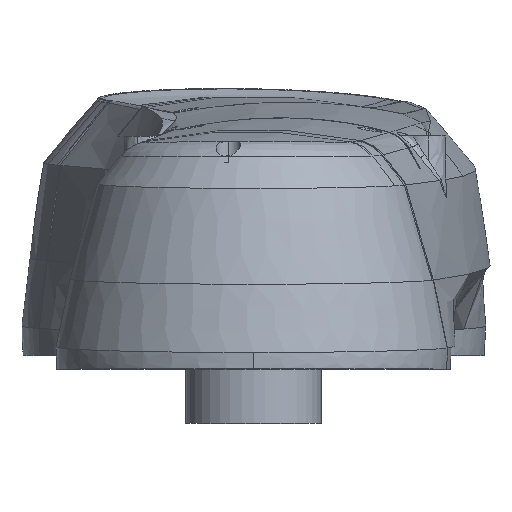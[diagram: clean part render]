
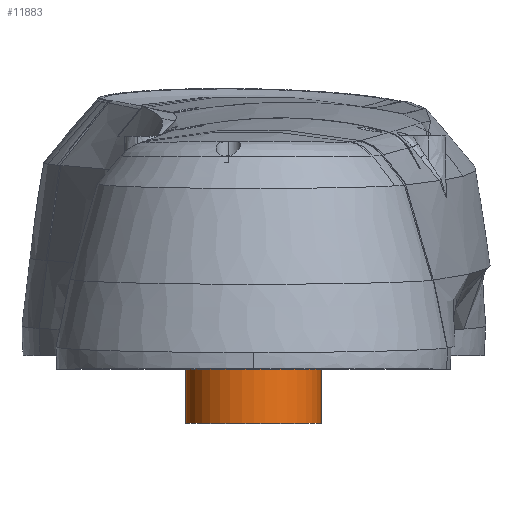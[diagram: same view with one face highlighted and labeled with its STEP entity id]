
A CAD part, top view. The second image highlights one B-rep face of the part: STEP entity #11883.
In plain terms, the highlighted cylindrical face has radius 25 mm (diameter 50 mm), a partial arc.
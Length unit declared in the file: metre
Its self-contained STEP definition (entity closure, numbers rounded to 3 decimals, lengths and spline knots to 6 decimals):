
#200 = AXIS2_PLACEMENT_3D ( 'NONE', #19911, #19799, #4720 ) ;
#800 = CARTESIAN_POINT ( 'NONE',  ( -0.025, -0.005499, 0.27 ) ) ;
#928 = DIRECTION ( 'NONE',  ( 0., -1., 0. ) ) ;
#1175 = EDGE_LOOP ( 'NONE', ( #7184, #5030, #5796, #20804 ) ) ;
#1339 = VECTOR ( 'NONE', #17691, 1. ) ;
#1366 = VECTOR ( 'NONE', #12948, 1. ) ;
#1683 = CARTESIAN_POINT ( 'NONE',  ( 0.025, 0.014501, 0.27 ) ) ;
#2685 = EDGE_CURVE ( 'NONE', #9448, #6938, #4051, .T. ) ;
#2715 = CARTESIAN_POINT ( 'NONE',  ( 0., 0.014551, 0.27 ) ) ;
#2983 = LINE ( 'NONE', #21391, #1366 ) ;
#3132 = DIRECTION ( 'NONE',  ( 1., 0., -0.002 ) ) ;
#3632 = EDGE_CURVE ( 'NONE', #5866, #15509, #2983, .T. ) ;
#4051 = LINE ( 'NONE', #14475, #1339 ) ;
#4720 = DIRECTION ( 'NONE',  ( 1., 0., 0. ) ) ;
#5030 = ORIENTED_EDGE ( 'NONE', *, *, #14562, .F. ) ;
#5094 = EDGE_CURVE ( 'NONE', #5866, #9448, #6918, .T. ) ;
#5796 = ORIENTED_EDGE ( 'NONE', *, *, #3632, .F. ) ;
#5866 = VERTEX_POINT ( 'NONE', #1683 ) ;
#6665 = FACE_OUTER_BOUND ( 'NONE', #1175, .T. ) ;
#6918 = CIRCLE ( 'NONE', #200, 0.025 ) ;
#6938 = VERTEX_POINT ( 'NONE', #800 ) ;
#7184 = ORIENTED_EDGE ( 'NONE', *, *, #2685, .T. ) ;
#7723 = CIRCLE ( 'NONE', #21890, 0.025 ) ;
#9448 = VERTEX_POINT ( 'NONE', #14863 ) ;
#10096 = DIRECTION ( 'NONE',  ( 0., -1., 0. ) ) ;
#11883 = ADVANCED_FACE ( 'NONE', ( #6665 ), #16761, .T. ) ;
#12948 = DIRECTION ( 'NONE',  ( 0., -1., 0. ) ) ;
#12986 = CARTESIAN_POINT ( 'NONE',  ( 0., -0.005499, 0.27 ) ) ;
#14475 = CARTESIAN_POINT ( 'NONE',  ( -0.025, 0.014501, 0.27 ) ) ;
#14562 = EDGE_CURVE ( 'NONE', #15509, #6938, #7723, .T. ) ;
#14653 = DIRECTION ( 'NONE',  ( 1., 0., 0. ) ) ;
#14863 = CARTESIAN_POINT ( 'NONE',  ( -0.025, 0.014501, 0.27 ) ) ;
#15509 = VERTEX_POINT ( 'NONE', #19617 ) ;
#15657 = AXIS2_PLACEMENT_3D ( 'NONE', #2715, #10096, #3132 ) ;
#16761 = CYLINDRICAL_SURFACE ( 'NONE', #15657, 0.025 ) ;
#17691 = DIRECTION ( 'NONE',  ( 0., -1., 0. ) ) ;
#19617 = CARTESIAN_POINT ( 'NONE',  ( 0.025, -0.005499, 0.27 ) ) ;
#19799 = DIRECTION ( 'NONE',  ( 0., -1., 0. ) ) ;
#19911 = CARTESIAN_POINT ( 'NONE',  ( 0., 0.014501, 0.27 ) ) ;
#20804 = ORIENTED_EDGE ( 'NONE', *, *, #5094, .T. ) ;
#21391 = CARTESIAN_POINT ( 'NONE',  ( 0.025, 0.014501, 0.27 ) ) ;
#21890 = AXIS2_PLACEMENT_3D ( 'NONE', #12986, #928, #14653 ) ;
